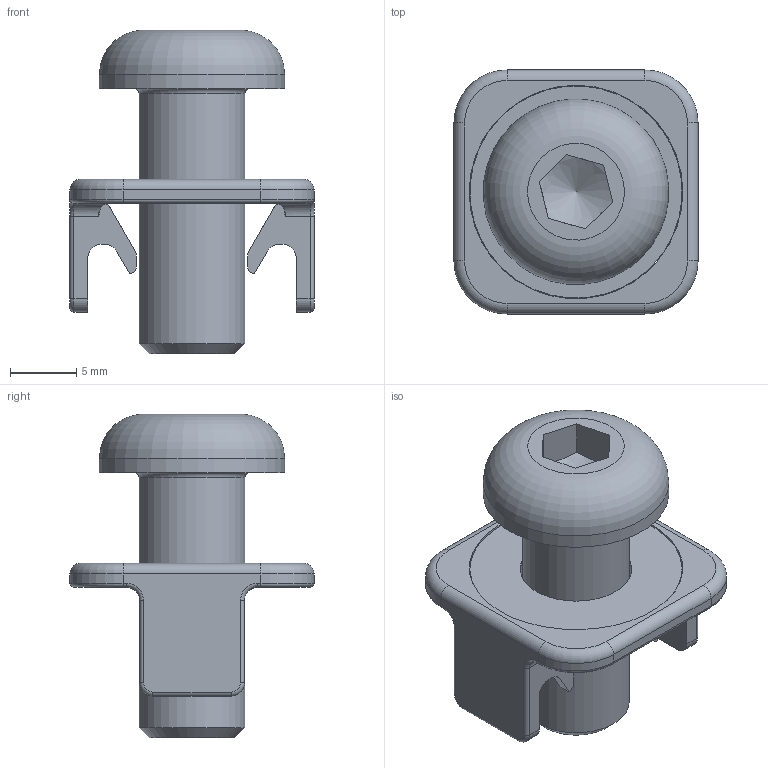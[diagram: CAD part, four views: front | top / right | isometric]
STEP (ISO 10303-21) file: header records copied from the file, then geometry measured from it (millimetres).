
FILE_DESCRIPTION(/* description */ ('Innensechskant-Rundkopfschraube - Produktklasse A'),/* implementation_level */ '2;1');
FILE_NAME(/* name */ '13072_KriTec_Standard-Verbindungssatz_8_K.stp',/* time_stamp */ '2014-04-25T15:08:01+02:00',/* author */ ('kostic'),/* organization */ (''),/* preprocessor_version */ 'ST-DEVELOPER v15.2',/* originating_system */ 'Autodesk Inventor 2014',/* authorisation */ '');
FILE_SCHEMA (('AUTOMOTIVE_DESIGN { 1 0 10303 214 3 1 1 }'));
Length unit declared in the file: millimetre
Products named in the file (4): ISO 7380 - M8 x 20; 2; DIN 125 - A 8,4; 13072_KriTec_Standard-Verbindungssatz_8_K
Bounding box: 18.4 x 18.4 x 24.4 mm (x, y, z)
Volume: 2446.4 mm3; surface area: 2593.8 mm2
Topology: 3 solids, 3 shells, 127 faces, 329 edges, 206 vertices
Faces by surface type: cylinder 57, plane 50, torus 18, cone 2
Full cylindrical faces by diameter (mm): 8 x1, 8.4 x2, 14 x1, 16 x2, 16.1 x1
Entity records: 3999 total; most frequent: CARTESIAN_POINT 780, DIRECTION 700, ORIENTED_EDGE 630, EDGE_CURVE 315, AXIS2_PLACEMENT_3D 269, VERTEX_POINT 203, LINE 162, VECTOR 162
